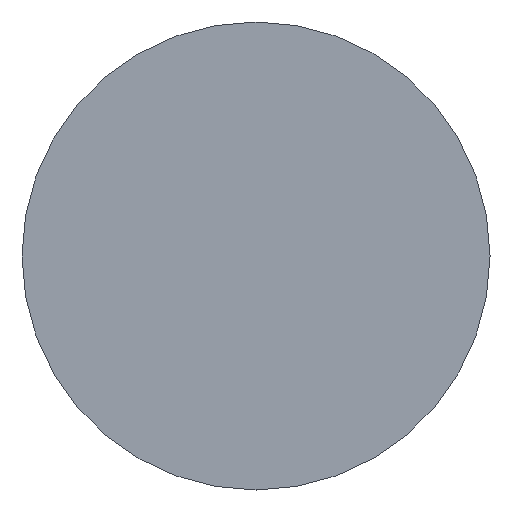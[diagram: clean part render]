
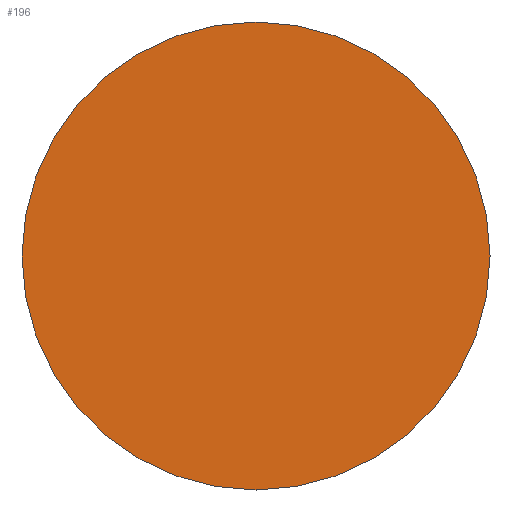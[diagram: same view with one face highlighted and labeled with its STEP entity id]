
A CAD part, front view. The second image highlights one B-rep face of the part: STEP entity #196.
In plain terms, the highlighted planar face has unit normal (0, -1, 0).
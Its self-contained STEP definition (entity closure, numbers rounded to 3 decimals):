
#8 = DIRECTION ( 'NONE',  ( 0., 0., -1. ) ) ;
#20 = FACE_OUTER_BOUND ( 'NONE', #230, .T. ) ;
#28 = AXIS2_PLACEMENT_3D ( 'NONE', #45, #68, #64 ) ;
#30 = VERTEX_POINT ( 'NONE', #276 ) ;
#45 = CARTESIAN_POINT ( 'NONE',  ( 0., 0., 0. ) ) ;
#47 = DIRECTION ( 'NONE',  ( 0., 0., -1. ) ) ;
#64 = DIRECTION ( 'NONE',  ( 0., 0., -1. ) ) ;
#68 = DIRECTION ( 'NONE',  ( 0., -1., 0. ) ) ;
#73 = CARTESIAN_POINT ( 'NONE',  ( 0., 0., 0. ) ) ;
#91 = PLANE ( 'NONE',  #216 ) ;
#116 = AXIS2_PLACEMENT_3D ( 'NONE', #73, #186, #8 ) ;
#122 = CIRCLE ( 'NONE', #116, 8. ) ;
#138 = VERTEX_POINT ( 'NONE', #170 ) ;
#170 = CARTESIAN_POINT ( 'NONE',  ( 0., 0., 8. ) ) ;
#171 = DIRECTION ( 'NONE',  ( 0., -1., 0. ) ) ;
#186 = DIRECTION ( 'NONE',  ( 0., -1., 0. ) ) ;
#196 = ADVANCED_FACE ( 'NONE', ( #20 ), #91, .T. ) ;
#198 = ORIENTED_EDGE ( 'NONE', *, *, #202, .T. ) ;
#202 = EDGE_CURVE ( 'NONE', #138, #30, #211, .T. ) ;
#211 = CIRCLE ( 'NONE', #28, 8. ) ;
#216 = AXIS2_PLACEMENT_3D ( 'NONE', #270, #171, #47 ) ;
#230 = EDGE_LOOP ( 'NONE', ( #248, #198 ) ) ;
#248 = ORIENTED_EDGE ( 'NONE', *, *, #280, .T. ) ;
#270 = CARTESIAN_POINT ( 'NONE',  ( 0., 0., 0. ) ) ;
#276 = CARTESIAN_POINT ( 'NONE',  ( 0., 0., -8. ) ) ;
#280 = EDGE_CURVE ( 'NONE', #30, #138, #122, .T. ) ;
